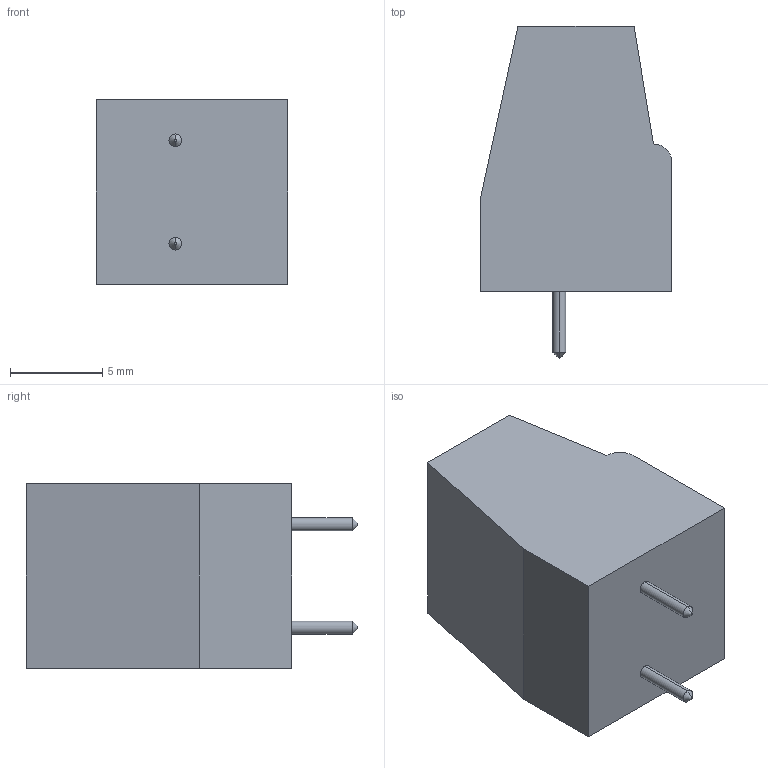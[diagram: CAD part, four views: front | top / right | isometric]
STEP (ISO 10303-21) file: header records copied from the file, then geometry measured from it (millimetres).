
FILE_DESCRIPTION (( 'STEP AP214' ), '1' );
FILE_NAME ('TBlock2vias - KRE.STEP', '2017-01-14T02:45:58', ( '' ), ( '' ), 'SwSTEP 2.0', 'SolidWorks 2015', '' );
FILE_SCHEMA (( 'AUTOMOTIVE_DESIGN' ));
Length unit declared in the file: millimetre
Products named in the file (4): TBlock2vias - KRE; PrensaFio; Parafusos
Assembly tree (7 placements, depth 2):
  TBlock2vias - KRE
    TBlock2vias - KRE
    Parafusos  x2
    PrensaFio  x4
Bounding box: 10.4 x 18 x 10 mm (x, y, z)
Volume: 1188.4 mm3; surface area: 1152.3 mm2
Topology: 7 solids, 7 shells, 491 faces, 1401 edges, 930 vertices
Faces by surface type: plane 474, cylinder 13, cone 4
Entity records: 6788 total; most frequent: CARTESIAN_POINT 880, ORIENTED_EDGE 858, DIRECTION 797, EDGE_CURVE 429, VECTOR 399, LINE 399, VERTEX_POINT 282, AXIS2_PLACEMENT_3D 199
